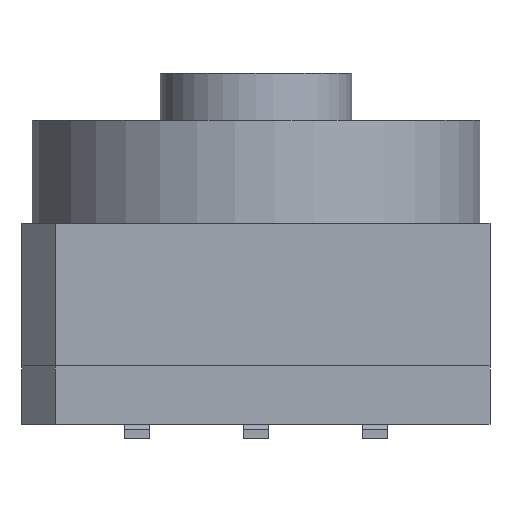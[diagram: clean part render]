
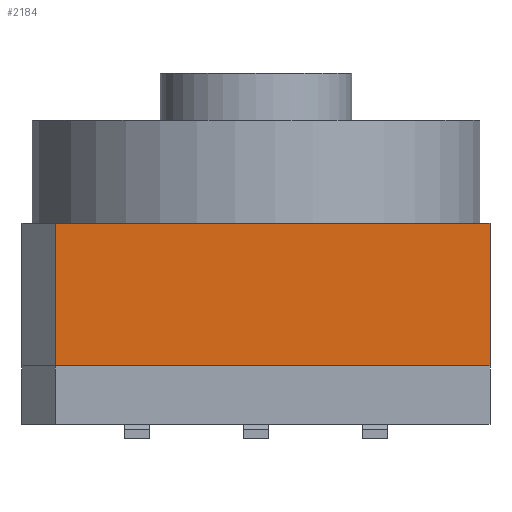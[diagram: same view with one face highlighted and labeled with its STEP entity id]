
A CAD part, left-side view. The second image highlights one B-rep face of the part: STEP entity #2184.
In plain terms, the highlighted planar face has unit normal (-1, 0, 0).
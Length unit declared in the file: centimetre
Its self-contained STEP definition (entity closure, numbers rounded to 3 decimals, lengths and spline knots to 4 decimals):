
#127=LINE('',#2942,#358);
#146=LINE('',#3006,#377);
#147=LINE('',#3007,#378);
#148=LINE('',#3008,#379);
#358=VECTOR('',#2459,1.);
#377=VECTOR('',#2498,1.);
#378=VECTOR('',#2499,1.);
#379=VECTOR('',#2500,1.);
#613=FACE_OUTER_BOUND('',#741,.T.);
#741=EDGE_LOOP('',(#1480,#1481,#1482,#1483));
#905=VERTEX_POINT('',#2939);
#906=VERTEX_POINT('',#2941);
#924=VERTEX_POINT('',#3004);
#925=VERTEX_POINT('',#3005);
#1121=EDGE_CURVE('',#905,#906,#127,.T.);
#1146=EDGE_CURVE('',#924,#925,#146,.T.);
#1147=EDGE_CURVE('',#925,#906,#147,.T.);
#1148=EDGE_CURVE('',#905,#924,#148,.T.);
#1480=ORIENTED_EDGE('',*,*,#1146,.T.);
#1481=ORIENTED_EDGE('',*,*,#1147,.T.);
#1482=ORIENTED_EDGE('',*,*,#1121,.F.);
#1483=ORIENTED_EDGE('',*,*,#1148,.T.);
#2101=PLANE('',#2332);
#2184=ADVANCED_FACE('',(#613),#2101,.T.);
#2332=AXIS2_PLACEMENT_3D('',#3003,#2496,#2497);
#2459=DIRECTION('',(0.,0.,-1.));
#2496=DIRECTION('center_axis',(-1.,0.,0.));
#2497=DIRECTION('ref_axis',(0.,0.,
1.));
#2498=DIRECTION('',(0.,0.,-1.));
#2499=DIRECTION('',(0.,-1.,0.));
#2500=DIRECTION('',(0.,1.,0.));
#2939=CARTESIAN_POINT('',(-0.5,-0.5,0.1525));
#2941=CARTESIAN_POINT('',(-0.5,-0.5,-0.1525));
#2942=CARTESIAN_POINT('',(-0.5,-0.5,0.));
#3003=CARTESIAN_POINT('Origin',(-0.5,-0.5,0.));
#3004=CARTESIAN_POINT('',(-0.5,0.4293,0.1525));
#3005=CARTESIAN_POINT('',(-0.5,0.4293,-0.1525));
#3006=CARTESIAN_POINT('',(-0.5,0.4293,0.0763));
#3007=CARTESIAN_POINT('',(-0.5,0.5,-0.1525));
#3008=CARTESIAN_POINT('',(-0.5,0.5,0.1525));
